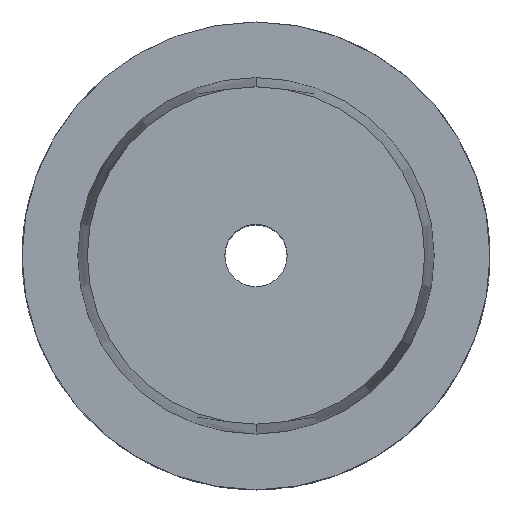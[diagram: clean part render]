
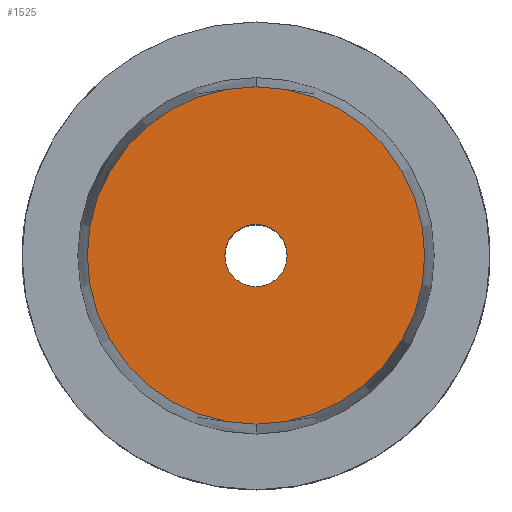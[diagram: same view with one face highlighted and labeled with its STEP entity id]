
A CAD part, top view. The second image highlights one B-rep face of the part: STEP entity #1525.
In plain terms, the highlighted planar face has unit normal (0, 0, 1).
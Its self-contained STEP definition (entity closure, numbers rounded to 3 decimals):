
#155=CARTESIAN_POINT('',(0.,0.,32.));
#156=DIRECTION('',(0.,0.,1.));
#157=DIRECTION('',(0.,1.,0.));
#158=AXIS2_PLACEMENT_3D('',#155,#156,#157);
#163=CARTESIAN_POINT('',(0.,0.,32.));
#164=DIRECTION('',(0.,0.,-1.));
#165=DIRECTION('',(0.,1.,0.));
#166=AXIS2_PLACEMENT_3D('',#163,#164,#165);
#171=CARTESIAN_POINT('',(0.,0.,32.));
#172=DIRECTION('',(0.,0.,-1.));
#173=DIRECTION('',(0.,1.,0.));
#174=AXIS2_PLACEMENT_3D('',#171,#172,#173);
#179=CARTESIAN_POINT('',(0.,0.,32.));
#180=DIRECTION('',(0.,0.,-1.));
#181=DIRECTION('',(0.,-1.,0.));
#182=AXIS2_PLACEMENT_3D('',#179,#180,#181);
#1249=CARTESIAN_POINT('',(0.,4.2,32.));
#1250=CARTESIAN_POINT('',(0.,-4.2,32.));
#1251=VERTEX_POINT('',#1249);
#1252=VERTEX_POINT('',#1250);
#1299=CARTESIAN_POINT('',(0.,22.717,32.));
#1300=VERTEX_POINT('',#1299);
#1301=CARTESIAN_POINT('',(0.,-22.717,32.));
#1302=VERTEX_POINT('',#1301);
#1510=CARTESIAN_POINT('',(0.,0.,32.));
#1511=DIRECTION('',(0.,0.,-1.));
#1512=DIRECTION('',(0.,-1.,0.));
#1513=AXIS2_PLACEMENT_3D('',#1510,#1511,#1512);
#1514=PLANE('',#1513);
#1516=ORIENTED_EDGE('',*,*,#1515,.F.);
#1518=ORIENTED_EDGE('',*,*,#1517,.T.);
#1519=EDGE_LOOP('',(#1516,#1518));
#1520=FACE_OUTER_BOUND('',#1519,.F.);
#1521=ORIENTED_EDGE('',*,*,#1490,.F.);
#1522=ORIENTED_EDGE('',*,*,#1504,.F.);
#1523=EDGE_LOOP('',(#1521,#1522));
#1524=FACE_BOUND('',#1523,.F.);
#159=CIRCLE('',#158,22.717);
#167=CIRCLE('',#166,22.717);
#175=CIRCLE('',#174,4.2);
#183=CIRCLE('',#182,4.2);
#1490=EDGE_CURVE('',#1251,#1252,#175,.T.);
#1504=EDGE_CURVE('',#1252,#1251,#183,.T.);
#1515=EDGE_CURVE('',#1300,#1302,#159,.T.);
#1517=EDGE_CURVE('',#1300,#1302,#167,.T.);
#1525=ADVANCED_FACE('',(#1520,#1524),#1514,.F.);
